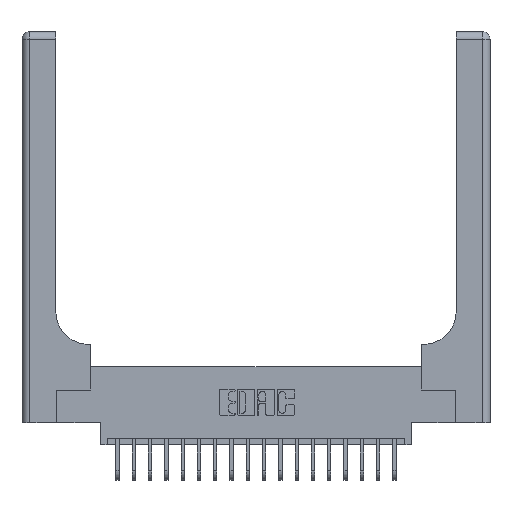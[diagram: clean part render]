
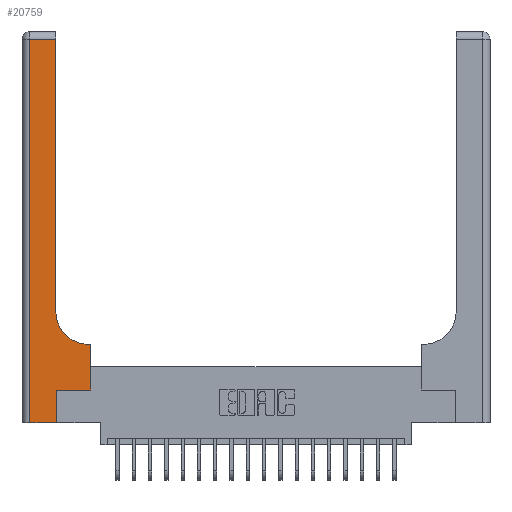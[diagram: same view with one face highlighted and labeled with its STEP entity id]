
A CAD part, top view. The second image highlights one B-rep face of the part: STEP entity #20759.
In plain terms, the highlighted planar face has unit normal (0, 0, 1).
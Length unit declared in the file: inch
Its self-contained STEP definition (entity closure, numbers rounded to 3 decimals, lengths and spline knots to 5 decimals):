
#84 = DIRECTION ( 'NONE',  ( 0., 0., -1. ) ) ;
#255 = LINE ( 'NONE', #17908, #20045 ) ;
#302 = DIRECTION ( 'NONE',  ( -1., 0., 0. ) ) ;
#319 = VECTOR ( 'NONE', #671, 39.37008 ) ;
#339 = LINE ( 'NONE', #9555, #14765 ) ;
#508 = EDGE_CURVE ( 'NONE', #16276, #10188, #3540, .T. ) ;
#671 = DIRECTION ( 'NONE',  ( 0., 1., 0. ) ) ;
#1059 = CIRCLE ( 'NONE', #16406, 0.25 ) ;
#1063 = CARTESIAN_POINT ( 'NONE',  ( 0.528, 0.6, 0.37 ) ) ;
#1090 = VERTEX_POINT ( 'NONE', #19866 ) ;
#1899 = CARTESIAN_POINT ( 'NONE',  ( 0.528, 0.25, 0.37 ) ) ;
#3217 = CARTESIAN_POINT ( 'NONE',  ( 0.06, 0., 0.37 ) ) ;
#3290 = ORIENTED_EDGE ( 'NONE', *, *, #18864, .T. ) ;
#3457 = DIRECTION ( 'NONE',  ( 1., 0., 0. ) ) ;
#3540 = LINE ( 'NONE', #18298, #13125 ) ;
#3606 = CARTESIAN_POINT ( 'NONE',  ( 0., 3., 0.37 ) ) ;
#3746 = EDGE_CURVE ( 'NONE', #1090, #16276, #18368, .T. ) ;
#4021 = ORIENTED_EDGE ( 'NONE', *, *, #508, .T. ) ;
#4261 = VERTEX_POINT ( 'NONE', #3217 ) ;
#4941 = FACE_OUTER_BOUND ( 'NONE', #9918, .T. ) ;
#5104 = VERTEX_POINT ( 'NONE', #13729 ) ;
#5155 = ORIENTED_EDGE ( 'NONE', *, *, #3746, .T. ) ;
#5266 = VECTOR ( 'NONE', #3457, 39.37008 ) ;
#5572 = CARTESIAN_POINT ( 'NONE',  ( 0.26, 3., 0.37 ) ) ;
#6725 = CARTESIAN_POINT ( 'NONE',  ( 0.06, 2.94, 0.37 ) ) ;
#6945 = CARTESIAN_POINT ( 'NONE',  ( 0., 2.94, 0.37 ) ) ;
#7079 = CARTESIAN_POINT ( 'NONE',  ( 0.265, 0.25, 0.37 ) ) ;
#7155 = LINE ( 'NONE', #6945, #8478 ) ;
#7279 = LINE ( 'NONE', #16273, #21720 ) ;
#7489 = EDGE_CURVE ( 'NONE', #5104, #15350, #7155, .T. ) ;
#7758 = ORIENTED_EDGE ( 'NONE', *, *, #14894, .T. ) ;
#8052 = DIRECTION ( 'NONE',  ( 0., 1., 0. ) ) ;
#8478 = VECTOR ( 'NONE', #8797, 39.37008 ) ;
#8797 = DIRECTION ( 'NONE',  ( -1., 0., 0. ) ) ;
#8973 = ORIENTED_EDGE ( 'NONE', *, *, #20875, .T. ) ;
#9021 = VECTOR ( 'NONE', #19298, 39.37008 ) ;
#9555 = CARTESIAN_POINT ( 'NONE',  ( 0., 0., 0.37 ) ) ;
#9918 = EDGE_LOOP ( 'NONE', ( #8973, #13611, #3290, #18793, #7758, #5155, #4021, #21431, #14555 ) ) ;
#10108 = CARTESIAN_POINT ( 'NONE',  ( 0.265, 0., 0.37 ) ) ;
#10188 = VERTEX_POINT ( 'NONE', #1063 ) ;
#12496 = EDGE_CURVE ( 'NONE', #10188, #15426, #255, .T. ) ;
#13125 = VECTOR ( 'NONE', #8052, 39.37008 ) ;
#13611 = ORIENTED_EDGE ( 'NONE', *, *, #7489, .T. ) ;
#13729 = CARTESIAN_POINT ( 'NONE',  ( 0.26, 2.94, 0.37 ) ) ;
#13734 = DIRECTION ( 'NONE',  ( 0., 0., -1. ) ) ;
#13752 = CARTESIAN_POINT ( 'NONE',  ( 0.51, 0.6, 0.37 ) ) ;
#14135 = EDGE_CURVE ( 'NONE', #15426, #17245, #1059, .T. ) ;
#14320 = DIRECTION ( 'NONE',  ( 0., -1., 0. ) ) ;
#14555 = ORIENTED_EDGE ( 'NONE', *, *, #14135, .T. ) ;
#14765 = VECTOR ( 'NONE', #21572, 39.37008 ) ;
#14894 = EDGE_CURVE ( 'NONE', #15313, #1090, #17113, .T. ) ;
#15313 = VERTEX_POINT ( 'NONE', #10108 ) ;
#15350 = VERTEX_POINT ( 'NONE', #6725 ) ;
#15426 = VERTEX_POINT ( 'NONE', #13752 ) ;
#15834 = LINE ( 'NONE', #5572, #319 ) ;
#16273 = CARTESIAN_POINT ( 'NONE',  ( 0.06, 3., 0.37 ) ) ;
#16276 = VERTEX_POINT ( 'NONE', #1899 ) ;
#16282 = DIRECTION ( 'NONE',  ( -1., 0., 0. ) ) ;
#16406 = AXIS2_PLACEMENT_3D ( 'NONE', #18589, #13734, #20477 ) ;
#17113 = LINE ( 'NONE', #19141, #9021 ) ;
#17245 = VERTEX_POINT ( 'NONE', #19848 ) ;
#17908 = CARTESIAN_POINT ( 'NONE',  ( 0.26, 0.6, 0.37 ) ) ;
#18298 = CARTESIAN_POINT ( 'NONE',  ( 0.528, 0.25, 0.37 ) ) ;
#18368 = LINE ( 'NONE', #7079, #5266 ) ;
#18589 = CARTESIAN_POINT ( 'NONE',  ( 0.51, 0.85, 0.37 ) ) ;
#18793 = ORIENTED_EDGE ( 'NONE', *, *, #19178, .T. ) ;
#18864 = EDGE_CURVE ( 'NONE', #15350, #4261, #7279, .T. ) ;
#18904 = AXIS2_PLACEMENT_3D ( 'NONE', #3606, #84, #302 ) ;
#19037 = PLANE ( 'NONE',  #18904 ) ;
#19141 = CARTESIAN_POINT ( 'NONE',  ( 0.265, 0., 0.37 ) ) ;
#19178 = EDGE_CURVE ( 'NONE', #4261, #15313, #339, .T. ) ;
#19298 = DIRECTION ( 'NONE',  ( 0., 1., 0. ) ) ;
#19848 = CARTESIAN_POINT ( 'NONE',  ( 0.26, 0.85, 0.37 ) ) ;
#19866 = CARTESIAN_POINT ( 'NONE',  ( 0.265, 0.25, 0.37 ) ) ;
#20045 = VECTOR ( 'NONE', #16282, 39.37008 ) ;
#20477 = DIRECTION ( 'NONE',  ( 1., 0., 0. ) ) ;
#20759 = ADVANCED_FACE ( 'NONE', ( #4941 ), #19037, .F. ) ;
#20875 = EDGE_CURVE ( 'NONE', #17245, #5104, #15834, .T. ) ;
#21431 = ORIENTED_EDGE ( 'NONE', *, *, #12496, .T. ) ;
#21572 = DIRECTION ( 'NONE',  ( 1., 0., 0. ) ) ;
#21720 = VECTOR ( 'NONE', #14320, 39.37008 ) ;
